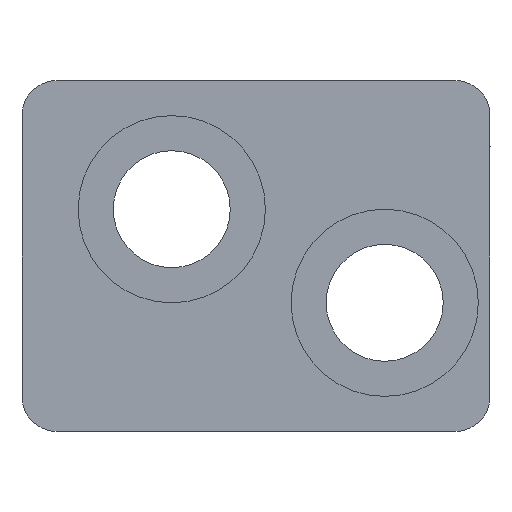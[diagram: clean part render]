
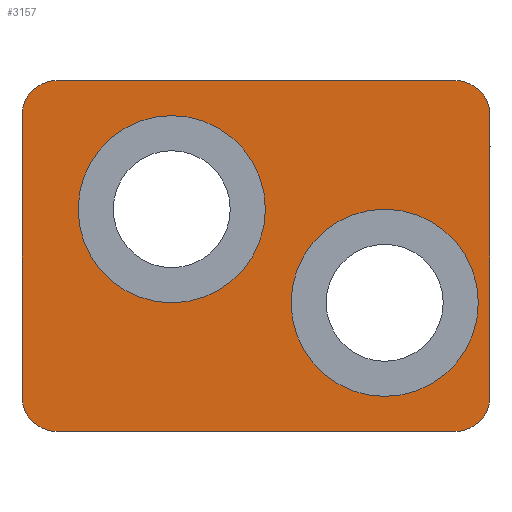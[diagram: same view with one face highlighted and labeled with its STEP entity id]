
A CAD part, left-side view. The second image highlights one B-rep face of the part: STEP entity #3157.
In plain terms, the highlighted planar face has unit normal (-1, 0, 0).
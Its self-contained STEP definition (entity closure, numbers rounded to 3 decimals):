
#435=CARTESIAN_POINT('',(-7.5,9.561,7.061));
#436=VERTEX_POINT('',#435);
#445=CARTESIAN_POINT('',(-7.5,8.5,7.5));
#446=VERTEX_POINT('',#445);
#447=CARTESIAN_POINT('',(-7.5,8.5,6.0));
#448=DIRECTION('',(1.,0.0,0.0));
#449=DIRECTION('',(0.0,0.707,0.707));
#450=AXIS2_PLACEMENT_3D('',#447,#448,#449);
#451=CIRCLE('',#450,1.5);
#452=EDGE_CURVE('',#436,#446,#451,.T.);
#479=CARTESIAN_POINT('',(-7.5,9.561,-7.061));
#480=VERTEX_POINT('',#479);
#496=CARTESIAN_POINT('',(-7.5,8.5,-7.5));
#497=VERTEX_POINT('',#496);
#504=CARTESIAN_POINT('',(-7.5,8.5,-6.));
#505=DIRECTION('',(1.,0.0,0.0));
#506=DIRECTION('',(0.0,0.707,-0.707));
#507=AXIS2_PLACEMENT_3D('',#504,#505,#506);
#508=CIRCLE('',#507,1.5);
#509=EDGE_CURVE('',#497,#480,#508,.T.);
#519=CARTESIAN_POINT('',(-7.5,-9.561,-7.061));
#520=VERTEX_POINT('',#519);
#529=CARTESIAN_POINT('',(-7.5,-8.5,-7.5));
#530=VERTEX_POINT('',#529);
#531=CARTESIAN_POINT('',(-7.5,-8.5,-6.));
#532=DIRECTION('',(1.,0.0,0.0));
#533=DIRECTION('',(0.0,-0.707,-0.707));
#534=AXIS2_PLACEMENT_3D('',#531,#532,#533);
#535=CIRCLE('',#534,1.5);
#536=EDGE_CURVE('',#520,#530,#535,.T.);
#647=CARTESIAN_POINT('',(-7.5,-9.561,7.061));
#648=VERTEX_POINT('',#647);
#664=CARTESIAN_POINT('',(-7.5,-8.5,7.5));
#665=VERTEX_POINT('',#664);
#672=CARTESIAN_POINT('',(-7.5,-8.5,6.0));
#673=DIRECTION('',(1.,0.0,0.0));
#674=DIRECTION('',(0.0,-0.707,0.707));
#675=AXIS2_PLACEMENT_3D('',#672,#673,#674);
#676=CIRCLE('',#675,1.5);
#677=EDGE_CURVE('',#665,#648,#676,.T.);
#689=CARTESIAN_POINT('',(-7.5,-0.4,2.0));
#690=VERTEX_POINT('',#689);
#706=CARTESIAN_POINT('',(-7.5,7.6,2.));
#707=VERTEX_POINT('',#706);
#714=CARTESIAN_POINT('',(-7.5,3.6,2.0));
#715=DIRECTION('',(1.0,0.0,0.0));
#716=DIRECTION('',(0.0,-1.0,0.0));
#717=AXIS2_PLACEMENT_3D('',#714,#715,#716);
#718=CIRCLE('',#717,4.0);
#719=EDGE_CURVE('',#690,#707,#718,.T.);
#731=CARTESIAN_POINT('',(-7.5,-9.5,-2.0));
#732=VERTEX_POINT('',#731);
#748=CARTESIAN_POINT('',(-7.5,-1.5,-2.0));
#749=VERTEX_POINT('',#748);
#756=CARTESIAN_POINT('',(-7.5,-5.5,-2.0));
#757=DIRECTION('',(1.0,0.0,0.0));
#758=DIRECTION('',(0.0,-1.0,0.0));
#759=AXIS2_PLACEMENT_3D('',#756,#757,#758);
#760=CIRCLE('',#759,4.0);
#761=EDGE_CURVE('',#732,#749,#760,.T.);
#2708=CARTESIAN_POINT('',(-7.5,-5.5,-2.0));
#2709=DIRECTION('',(1.0,0.0,0.0));
#2710=DIRECTION('',(0.0,-1.0,0.0));
#2711=AXIS2_PLACEMENT_3D('',#2708,#2709,#2710);
#2712=CIRCLE('',#2711,4.0);
#2713=EDGE_CURVE('',#749,#732,#2712,.T.);
#2752=CARTESIAN_POINT('',(-7.5,3.6,2.0));
#2753=DIRECTION('',(1.0,0.0,0.0));
#2754=DIRECTION('',(0.0,-1.0,0.0));
#2755=AXIS2_PLACEMENT_3D('',#2752,#2753,#2754);
#2756=CIRCLE('',#2755,4.0);
#2757=EDGE_CURVE('',#707,#690,#2756,.T.);
#2796=CARTESIAN_POINT('',(-7.5,-10.0,6.0));
#2797=VERTEX_POINT('',#2796);
#2798=CARTESIAN_POINT('',(-7.5,-8.5,6.0));
#2799=DIRECTION('',(1.,0.0,0.0));
#2800=DIRECTION('',(0.0,-0.707,0.707));
#2801=AXIS2_PLACEMENT_3D('',#2798,#2799,#2800);
#2802=CIRCLE('',#2801,1.5);
#2803=EDGE_CURVE('',#648,#2797,#2802,.T.);
#2958=CARTESIAN_POINT('',(-7.5,-10.0,-6.));
#2959=VERTEX_POINT('',#2958);
#2966=CARTESIAN_POINT('',(-7.5,-8.5,-6.));
#2967=DIRECTION('',(1.,0.0,0.0));
#2968=DIRECTION('',(0.0,-0.707,-0.707));
#2969=AXIS2_PLACEMENT_3D('',#2966,#2967,#2968);
#2970=CIRCLE('',#2969,1.5);
#2971=EDGE_CURVE('',#2959,#520,#2970,.T.);
#2990=CARTESIAN_POINT('',(-7.5,-10.0,-6.));
#2991=DIRECTION('',(0.0,0.0,1.0));
#2992=VECTOR('',#2991,12.0);
#2993=LINE('',#2990,#2992);
#2994=EDGE_CURVE('',#2959,#2797,#2993,.T.);
#3071=CARTESIAN_POINT('',(-7.5,10.0,-6.));
#3072=VERTEX_POINT('',#3071);
#3073=CARTESIAN_POINT('',(-7.5,8.5,-6.));
#3074=DIRECTION('',(1.,0.0,0.0));
#3075=DIRECTION('',(0.0,0.707,-0.707));
#3076=AXIS2_PLACEMENT_3D('',#3073,#3074,#3075);
#3077=CIRCLE('',#3076,1.5);
#3078=EDGE_CURVE('',#480,#3072,#3077,.T.);
#3096=CARTESIAN_POINT('',(-7.5,10.0,6.0));
#3097=VERTEX_POINT('',#3096);
#3098=CARTESIAN_POINT('',(-7.5,10.0,-6.));
#3099=DIRECTION('',(0.0,0.0,1.0));
#3100=VECTOR('',#3099,12.0);
#3101=LINE('',#3098,#3100);
#3102=EDGE_CURVE('',#3072,#3097,#3101,.T.);
#3114=CARTESIAN_POINT('',(-7.5,-10.0,-7.5));
#3115=DIRECTION('',(-1.0,0.0,0.0));
#3116=DIRECTION('',(0.0,0.0,1.0));
#3117=AXIS2_PLACEMENT_3D('',#3114,#3115,#3116);
#3118=PLANE('',#3117);
#3119=ORIENTED_EDGE('',*,*,#677,.F.);
#3120=CARTESIAN_POINT('',(-7.5,-8.5,7.5));
#3121=DIRECTION('',(0.0,1.0,0.0));
#3122=VECTOR('',#3121,17.);
#3123=LINE('',#3120,#3122);
#3124=EDGE_CURVE('',#665,#446,#3123,.T.);
#3125=ORIENTED_EDGE('',*,*,#3124,.T.);
#3126=ORIENTED_EDGE('',*,*,#452,.F.);
#3127=CARTESIAN_POINT('',(-7.5,8.5,6.0));
#3128=DIRECTION('',(1.,0.0,0.0));
#3129=DIRECTION('',(0.0,0.707,0.707));
#3130=AXIS2_PLACEMENT_3D('',#3127,#3128,#3129);
#3131=CIRCLE('',#3130,1.5);
#3132=EDGE_CURVE('',#3097,#436,#3131,.T.);
#3133=ORIENTED_EDGE('',*,*,#3132,.F.);
#3134=ORIENTED_EDGE('',*,*,#3102,.F.);
#3135=ORIENTED_EDGE('',*,*,#3078,.F.);
#3136=ORIENTED_EDGE('',*,*,#509,.F.);
#3137=CARTESIAN_POINT('',(-7.5,8.5,-7.5));
#3138=DIRECTION('',(0.0,-1.0,0.0));
#3139=VECTOR('',#3138,17.);
#3140=LINE('',#3137,#3139);
#3141=EDGE_CURVE('',#497,#530,#3140,.T.);
#3142=ORIENTED_EDGE('',*,*,#3141,.T.);
#3143=ORIENTED_EDGE('',*,*,#536,.F.);
#3144=ORIENTED_EDGE('',*,*,#2971,.F.);
#3145=ORIENTED_EDGE('',*,*,#2994,.T.);
#3146=ORIENTED_EDGE('',*,*,#2803,.F.);
#3147=EDGE_LOOP('',(#3119,#3125,#3126,#3133,#3134,#3135,#3136,#3142,#3143,#3144,#3145,#3146));
#3148=FACE_OUTER_BOUND('',#3147,.T.);
#3149=ORIENTED_EDGE('',*,*,#761,.T.);
#3150=ORIENTED_EDGE('',*,*,#2713,.T.);
#3151=EDGE_LOOP('',(#3149,#3150));
#3152=FACE_BOUND('',#3151,.T.);
#3153=ORIENTED_EDGE('',*,*,#719,.T.);
#3154=ORIENTED_EDGE('',*,*,#2757,.T.);
#3155=EDGE_LOOP('',(#3153,#3154));
#3156=FACE_BOUND('',#3155,.T.);
#3157=ADVANCED_FACE('',(#3148,#3152,#3156),#3118,.T.);
